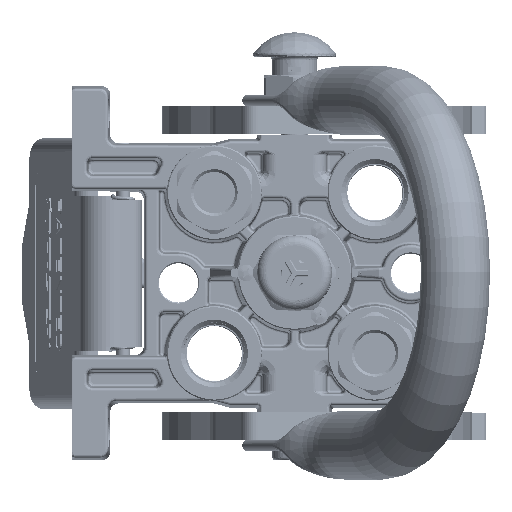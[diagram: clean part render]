
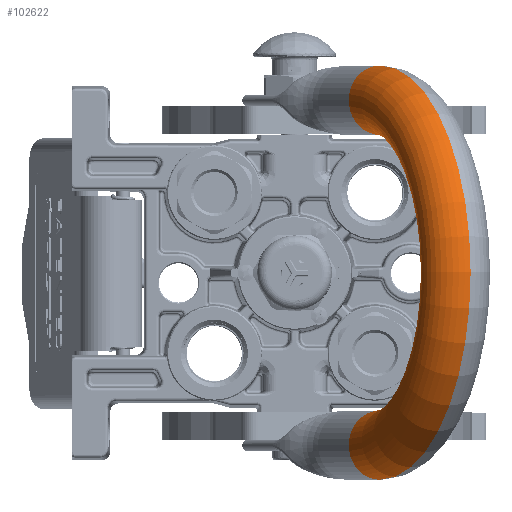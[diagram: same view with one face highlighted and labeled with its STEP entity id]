
A CAD part, top view. The second image highlights one B-rep face of the part: STEP entity #102622.
In plain terms, the highlighted toroidal (fillet/blend) face has major radius 62.25 mm and minor radius 12.5 mm.
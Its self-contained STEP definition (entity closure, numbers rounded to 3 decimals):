
#6239 = DIRECTION ( 'NONE',  ( 1., 0., 0. ) ) ;
#6959 = DIRECTION ( 'NONE',  ( 0., 0., -1. ) ) ;
#17032 = DIRECTION ( 'NONE',  ( 0., 1., 0. ) ) ;
#17197 = CIRCLE ( 'NONE', #91574, 12.5 ) ;
#18047 = DIRECTION ( 'NONE',  ( 0., 1., 0. ) ) ;
#28096 = ORIENTED_EDGE ( 'NONE', *, *, #145857, .F. ) ;
#28405 = CARTESIAN_POINT ( 'NONE',  ( -62.25, 0., 25.25 ) ) ;
#29152 = DIRECTION ( 'NONE',  ( -1., 0., 0. ) ) ;
#35542 = FACE_OUTER_BOUND ( 'NONE', #214214, .T. ) ;
#36738 = AXIS2_PLACEMENT_3D ( 'NONE', #152187, #17032, #151441 ) ;
#40762 = ORIENTED_EDGE ( 'NONE', *, *, #191490, .T. ) ;
#41728 = CARTESIAN_POINT ( 'NONE',  ( -49.75, 0., 25.25 ) ) ;
#42807 = CIRCLE ( 'NONE', #157849, 49.75 ) ;
#45450 = DIRECTION ( 'NONE',  ( 0., 0., 1. ) ) ;
#51207 = ORIENTED_EDGE ( 'NONE', *, *, #159055, .F. ) ;
#67168 = CARTESIAN_POINT ( 'NONE',  ( 0., 0., 25.25 ) ) ;
#71166 = VERTEX_POINT ( 'NONE', #41728 ) ;
#73442 = CARTESIAN_POINT ( 'NONE',  ( 49.75, 0., 25.25 ) ) ;
#78198 = DIRECTION ( 'NONE',  ( 0., 1., 0. ) ) ;
#91574 = AXIS2_PLACEMENT_3D ( 'NONE', #192505, #6959, #6239 ) ;
#102622 = ADVANCED_FACE ( 'NONE', ( #35542 ), #165742, .T. ) ;
#111013 = EDGE_CURVE ( 'NONE', #140835, #71166, #201706, .T. ) ;
#119276 = VERTEX_POINT ( 'NONE', #73442 ) ;
#128158 = AXIS2_PLACEMENT_3D ( 'NONE', #67168, #18047, #184403 ) ;
#140835 = VERTEX_POINT ( 'NONE', #204671 ) ;
#145857 = EDGE_CURVE ( 'NONE', #140835, #184464, #162544, .T. ) ;
#145925 = ORIENTED_EDGE ( 'NONE', *, *, #111013, .T. ) ;
#151441 = DIRECTION ( 'NONE',  ( -1., 0., 0. ) ) ;
#152187 = CARTESIAN_POINT ( 'NONE',  ( 0., 0., 25.25 ) ) ;
#157849 = AXIS2_PLACEMENT_3D ( 'NONE', #163455, #78198, #198244 ) ;
#159055 = EDGE_CURVE ( 'NONE', #184464, #119276, #17197, .T. ) ;
#162544 = CIRCLE ( 'NONE', #36738, 74.75 ) ;
#163455 = CARTESIAN_POINT ( 'NONE',  ( 0., 0., 25.25 ) ) ;
#165742 = TOROIDAL_SURFACE ( 'NONE', #128158, 62.25, 12.5 ) ;
#166134 = AXIS2_PLACEMENT_3D ( 'NONE', #28405, #45450, #29152 ) ;
#172136 = CARTESIAN_POINT ( 'NONE',  ( 74.75, 0., 25.25 ) ) ;
#184403 = DIRECTION ( 'NONE',  ( 1., 0., 0. ) ) ;
#184464 = VERTEX_POINT ( 'NONE', #172136 ) ;
#191490 = EDGE_CURVE ( 'NONE', #71166, #119276, #42807, .T. ) ;
#192505 = CARTESIAN_POINT ( 'NONE',  ( 62.25, 0., 25.25 ) ) ;
#198244 = DIRECTION ( 'NONE',  ( -1., 0., 0. ) ) ;
#201706 = CIRCLE ( 'NONE', #166134, 12.5 ) ;
#204671 = CARTESIAN_POINT ( 'NONE',  ( -74.75, 0., 25.25 ) ) ;
#214214 = EDGE_LOOP ( 'NONE', ( #40762, #51207, #28096, #145925 ) ) ;
